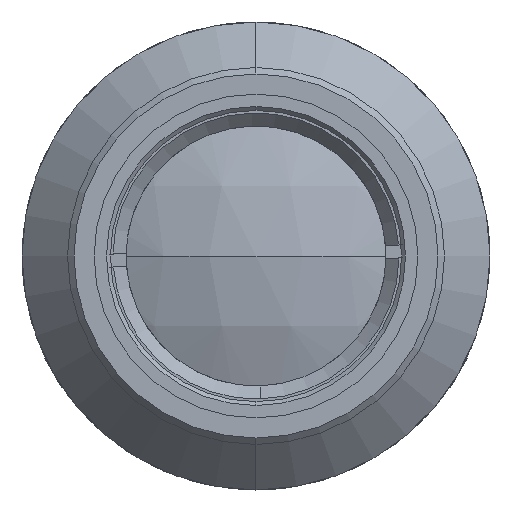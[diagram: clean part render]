
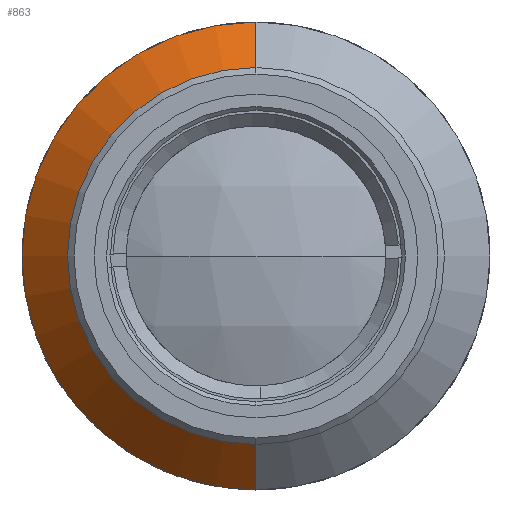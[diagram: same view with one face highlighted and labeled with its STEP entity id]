
A CAD part, left-side view. The second image highlights one B-rep face of the part: STEP entity #863.
In plain terms, the highlighted conical face has half-angle 45 degrees and reference radius 18 mm.
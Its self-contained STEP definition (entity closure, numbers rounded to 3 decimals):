
#13 = DIRECTION ( 'NONE',  ( 0., 0., 1. ) ) ;
#54 = ORIENTED_EDGE ( 'NONE', *, *, #3336, .F. ) ;
#208 = CARTESIAN_POINT ( 'NONE',  ( 13.5, 0., -18. ) ) ;
#279 = CONICAL_SURFACE ( 'NONE', #2208, 18., 0.785 ) ;
#412 = LINE ( 'NONE', #1188, #889 ) ;
#590 = LINE ( 'NONE', #208, #3910 ) ;
#596 = CIRCLE ( 'NONE', #3839, 18. ) ;
#672 = CARTESIAN_POINT ( 'NONE',  ( 13.5, 0., -18. ) ) ;
#720 = EDGE_LOOP ( 'NONE', ( #2441, #4335, #1849, #54 ) ) ;
#802 = CARTESIAN_POINT ( 'NONE',  ( 10., 0., -14.5 ) ) ;
#863 = ADVANCED_FACE ( 'NONE', ( #1965 ), #279, .T. ) ;
#889 = VECTOR ( 'NONE', #2707, 1000. ) ;
#908 = EDGE_CURVE ( 'NONE', #3291, #4260, #1563, .T. ) ;
#1188 = CARTESIAN_POINT ( 'NONE',  ( 13.5, 0., 18. ) ) ;
#1204 = DIRECTION ( 'NONE',  ( -1., 0., 0. ) ) ;
#1563 = CIRCLE ( 'NONE', #4872, 14.5 ) ;
#1849 = ORIENTED_EDGE ( 'NONE', *, *, #2512, .T. ) ;
#1965 = FACE_OUTER_BOUND ( 'NONE', #720, .T. ) ;
#2208 = AXIS2_PLACEMENT_3D ( 'NONE', #3588, #2388, #2768 ) ;
#2366 = VERTEX_POINT ( 'NONE', #2500 ) ;
#2388 = DIRECTION ( 'NONE',  ( 1., 0., 0. ) ) ;
#2439 = DIRECTION ( 'NONE',  ( 0., 0., 1. ) ) ;
#2441 = ORIENTED_EDGE ( 'NONE', *, *, #908, .F. ) ;
#2500 = CARTESIAN_POINT ( 'NONE',  ( 13.5, 0., 18. ) ) ;
#2512 = EDGE_CURVE ( 'NONE', #2366, #4465, #596, .T. ) ;
#2619 = CARTESIAN_POINT ( 'NONE',  ( 10., 0., 14.5 ) ) ;
#2707 = DIRECTION ( 'NONE',  ( 0.707, 0., 0.707 ) ) ;
#2768 = DIRECTION ( 'NONE',  ( 0., 0., -1. ) ) ;
#2888 = DIRECTION ( 'NONE',  ( 0.707, 0., -0.707 ) ) ;
#3291 = VERTEX_POINT ( 'NONE', #2619 ) ;
#3336 = EDGE_CURVE ( 'NONE', #4260, #4465, #590, .T. ) ;
#3588 = CARTESIAN_POINT ( 'NONE',  ( 13.5, 0., 0. ) ) ;
#3839 = AXIS2_PLACEMENT_3D ( 'NONE', #4630, #4553, #13 ) ;
#3910 = VECTOR ( 'NONE', #2888, 1000. ) ;
#4014 = EDGE_CURVE ( 'NONE', #3291, #2366, #412, .T. ) ;
#4260 = VERTEX_POINT ( 'NONE', #802 ) ;
#4335 = ORIENTED_EDGE ( 'NONE', *, *, #4014, .T. ) ;
#4465 = VERTEX_POINT ( 'NONE', #672 ) ;
#4553 = DIRECTION ( 'NONE',  ( -1., 0., 0. ) ) ;
#4630 = CARTESIAN_POINT ( 'NONE',  ( 13.5, 0., 0. ) ) ;
#4716 = CARTESIAN_POINT ( 'NONE',  ( 10., 0., 0. ) ) ;
#4872 = AXIS2_PLACEMENT_3D ( 'NONE', #4716, #1204, #2439 ) ;
